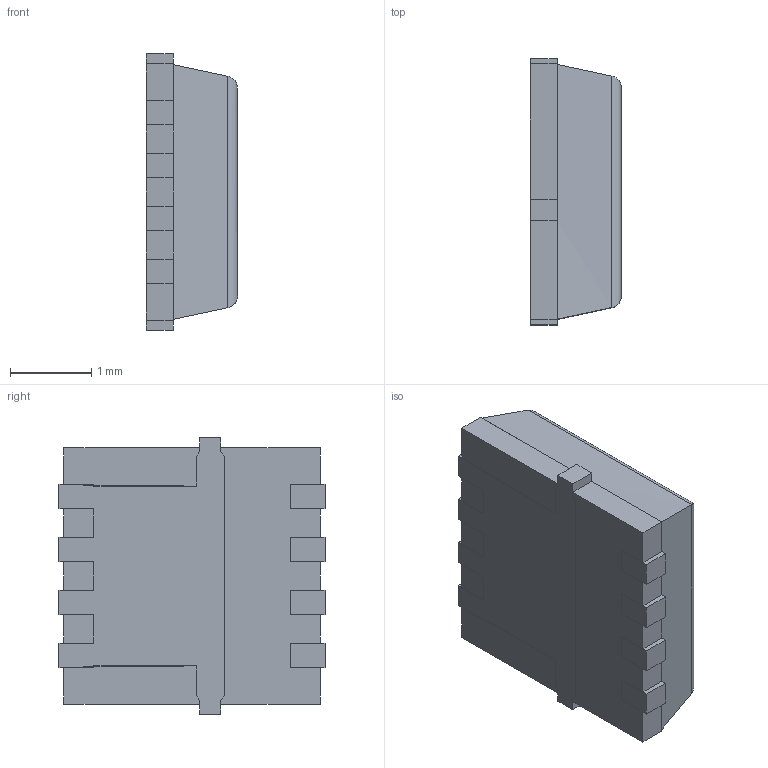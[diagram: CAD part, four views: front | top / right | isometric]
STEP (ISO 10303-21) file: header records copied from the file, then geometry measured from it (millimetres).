
FILE_DESCRIPTION (( 'STEP AP214' ), '1' );
FILE_NAME ('B6534BD4-3F7D-4695-8D4F-9B887962B5DE.STEP', '2023-09-09T14:22:57', ( '' ), ( '' ), 'SwSTEP 2.0', 'SolidWorks 2022', '' );
FILE_SCHEMA (( 'AUTOMOTIVE_DESIGN' ));
Length unit declared in the file: millimetre
Products named in the file (1): B6534BD4-3F7D-4695-8D4F-9B887962B5DE
Bounding box: 1.12 x 3.27 x 3.4 mm (x, y, z)
Surface area: 51.3 mm2 (no closed solid volume)
Topology: 0 solids, 31 shells, 139 faces, 488 edges, 364 vertices
Faces by surface type: plane 135, cylinder 4
Entity records: 5688 total; most frequent: CARTESIAN_POINT 1004, DIRECTION 764, ORIENTED_EDGE 720, EDGE_CURVE 488, LINE 484, VECTOR 484, VERTEX_POINT 364, AXIS2_PLACEMENT_3D 140
